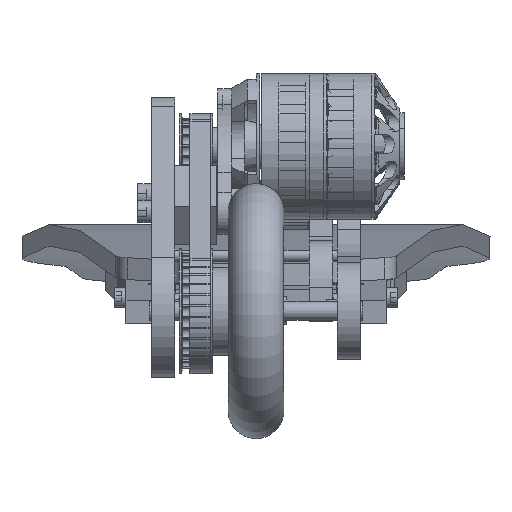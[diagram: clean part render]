
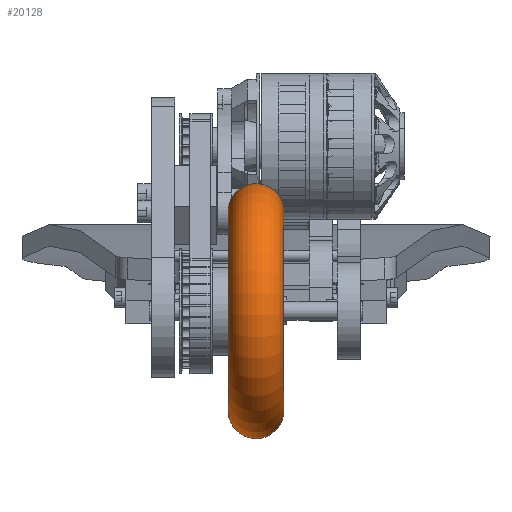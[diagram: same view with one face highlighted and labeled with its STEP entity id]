
A CAD part, front view. The second image highlights one B-rep face of the part: STEP entity #20128.
In plain terms, the highlighted toroidal (fillet/blend) face has major radius 43 mm and minor radius 12 mm.
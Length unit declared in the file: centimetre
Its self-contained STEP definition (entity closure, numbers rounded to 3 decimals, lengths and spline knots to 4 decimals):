
#230=TOROIDAL_SURFACE('',#21444,4.3,1.2);
#1314=FACE_BOUND('',#2850,.T.);
#1620=FACE_OUTER_BOUND('',#2849,.T.);
#2849=EDGE_LOOP('',(#14029));
#2850=EDGE_LOOP('',(#14030));
#7189=CIRCLE('',#21445,4.3);
#7190=CIRCLE('',#21446,4.3);
#8538=VERTEX_POINT('',#32202);
#8539=VERTEX_POINT('',#32204);
#10656=EDGE_CURVE('',#8538,#8538,#7189,.T.);
#10657=EDGE_CURVE('',#8539,#8539,#7190,.T.);
#14029=ORIENTED_EDGE('',*,*,#10656,.T.);
#14030=ORIENTED_EDGE('',*,*,#10657,.F.);
#20128=ADVANCED_FACE('',(#1620,#1314),#230,.T.);
#21444=AXIS2_PLACEMENT_3D('',#32201,#24231,#24232);
#21445=AXIS2_PLACEMENT_3D('',#32203,#24233,#24234);
#21446=AXIS2_PLACEMENT_3D('',#32205,#24235,#24236);
#24231=DIRECTION('center_axis',(-1.,0.,0.));
#24232=DIRECTION('ref_axis',(0.,0.,1.));
#24233=DIRECTION('center_axis',(-1.,0.,0.));
#24234=DIRECTION('ref_axis',(0.,0.,1.));
#24235=DIRECTION('center_axis',(-1.,0.,0.));
#24236=DIRECTION('ref_axis',(0.,0.,1.));
#32201=CARTESIAN_POINT('Origin',(0.,0.,0.));
#32202=CARTESIAN_POINT('',(1.2,0.,4.3));
#32203=CARTESIAN_POINT('Origin',(1.2,0.,0.));
#32204=CARTESIAN_POINT('',(-1.2,0.,4.3));
#32205=CARTESIAN_POINT('Origin',(-1.2,0.,0.));
